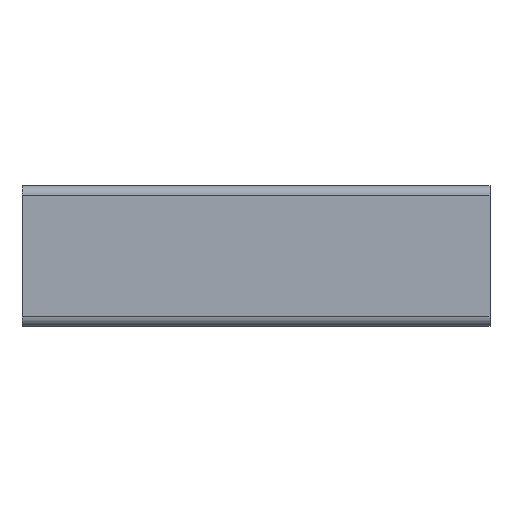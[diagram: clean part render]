
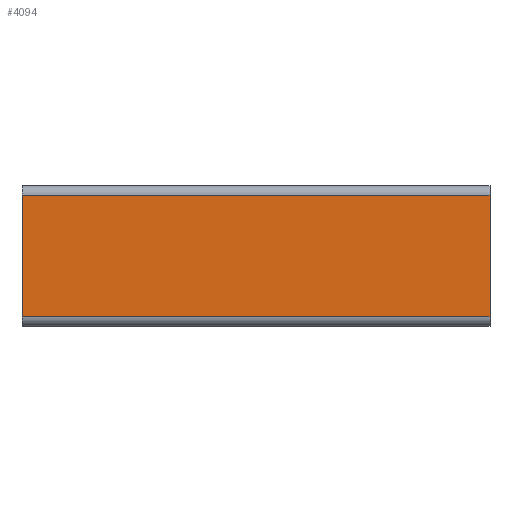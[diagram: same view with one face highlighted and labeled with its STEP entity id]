
A CAD part, top view. The second image highlights one B-rep face of the part: STEP entity #4094.
In plain terms, the highlighted planar face has unit normal (0, 0, 1).
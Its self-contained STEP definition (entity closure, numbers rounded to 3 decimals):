
#8 = EDGE_CURVE ( 'NONE', #3086, #3108, #807, .T. ) ;
#65 = EDGE_CURVE ( 'NONE', #3085, #3092, #908, .T. ) ;
#76 = EDGE_CURVE ( 'NONE', #3092, #3086, #935, .T. ) ;
#81 = EDGE_CURVE ( 'NONE', #3085, #3108, #944, .T. ) ;
#466 = AXIS2_PLACEMENT_3D ( 'NONE', #1892, #1901, #1902 ) ;
#807 = LINE ( 'NONE', #3127, #812 ) ;
#812 = VECTOR ( 'NONE', #3129, 1000. ) ;
#905 = VECTOR ( 'NONE', #3254, 1000. ) ;
#908 = LINE ( 'NONE', #3253, #905 ) ;
#935 = LINE ( 'NONE', #3278, #936 ) ;
#936 = VECTOR ( 'NONE', #3279, 1000. ) ;
#944 = LINE ( 'NONE', #3289, #945 ) ;
#945 = VECTOR ( 'NONE', #3290, 1000. ) ;
#1538 = FACE_OUTER_BOUND ( 'NONE', #2292, .T. ) ;
#1718 = CARTESIAN_POINT ( 'NONE',  ( -150., -19.5, 22.5 ) ) ;
#1719 = CARTESIAN_POINT ( 'NONE',  ( 0., 19.5, 22.5 ) ) ;
#1725 = CARTESIAN_POINT ( 'NONE',  ( -150., 19.5, 22.5 ) ) ;
#1741 = CARTESIAN_POINT ( 'NONE',  ( 0., -19.5, 22.5 ) ) ;
#1889 = PLANE ( 'NONE',  #466 ) ;
#1892 = CARTESIAN_POINT ( 'NONE',  ( -213.64, 19.5, 22.5 ) ) ;
#1901 = DIRECTION ( 'NONE',  ( 0., 0., 1. ) ) ;
#1902 = DIRECTION ( 'NONE',  ( 1., 0., 0. ) ) ;
#2292 = EDGE_LOOP ( 'NONE', ( #2493, #2367, #2461, #2342 ) ) ;
#2342 = ORIENTED_EDGE ( 'NONE', *, *, #76, .F. ) ;
#2367 = ORIENTED_EDGE ( 'NONE', *, *, #81, .T. ) ;
#2461 = ORIENTED_EDGE ( 'NONE', *, *, #8, .F. ) ;
#2493 = ORIENTED_EDGE ( 'NONE', *, *, #65, .F. ) ;
#3085 = VERTEX_POINT ( 'NONE', #1718 ) ;
#3086 = VERTEX_POINT ( 'NONE', #1719 ) ;
#3092 = VERTEX_POINT ( 'NONE', #1725 ) ;
#3108 = VERTEX_POINT ( 'NONE', #1741 ) ;
#3127 = CARTESIAN_POINT ( 'NONE',  ( 0., 19.5, 22.5 ) ) ;
#3129 = DIRECTION ( 'NONE',  ( 0., -1., 0. ) ) ;
#3253 = CARTESIAN_POINT ( 'NONE',  ( -150., 19.5, 22.5 ) ) ;
#3254 = DIRECTION ( 'NONE',  ( 0., 1., 0. ) ) ;
#3278 = CARTESIAN_POINT ( 'NONE',  ( -213.64, 19.5, 22.5 ) ) ;
#3279 = DIRECTION ( 'NONE',  ( 1., 0., 0. ) ) ;
#3289 = CARTESIAN_POINT ( 'NONE',  ( -213.64, -19.5, 22.5 ) ) ;
#3290 = DIRECTION ( 'NONE',  ( 1., 0., 0. ) ) ;
#4094 = ADVANCED_FACE ( 'NONE', ( #1538 ), #1889, .T. ) ;
